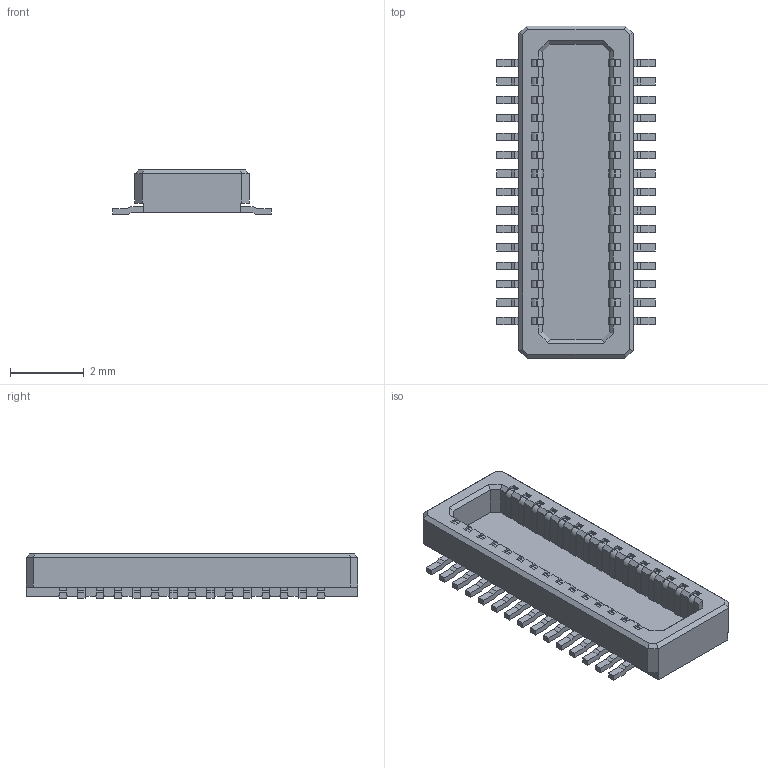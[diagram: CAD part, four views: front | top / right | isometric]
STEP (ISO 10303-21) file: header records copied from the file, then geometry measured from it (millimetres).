
FILE_DESCRIPTION(/* description */ ('Unknown'),/* implementation_level */ '2;1');
FILE_NAME(/* name */ 'J_Wurth_WR-BTB_658511223030',/* time_stamp */ '2025-05-22T16:51:43+08:00',/* author */ ('Unknown'),/* organization */ ('Unknown'),/* preprocessor_version */ 'ST-DEVELOPER v19.4',/* originating_system */ 'Solid Edge',/* authorisation */ 'Unknown');
FILE_SCHEMA (('AUTOMOTIVE_DESIGN {1 0 10303 214 3 1 1}'));
Length unit declared in the file: millimetre
Products named in the file (2): J_Wurth_WR-BTB_658511223030
Assembly tree (1 placements, depth 2):
  J_Wurth_WR-BTB_658511223030
    J_Wurth_WR-BTB_658511223030
Bounding box: 4.3 x 9 x 1.2 mm (x, y, z)
Volume: 18.8 mm3; surface area: 132.8 mm2
Topology: 1 solids, 1 shells, 1239 faces, 3392 edges, 2156 vertices
Faces by surface type: plane 1059, cylinder 180
Entity records: 47174 total; most frequent: CARTESIAN_POINT 6789, ORIENTED_EDGE 6784, DIRECTION 6354, EDGE_CURVE 3392, LINE 2912, VECTOR 2912, VERTEX_POINT 2156, AXIS2_PLACEMENT_3D 1721
